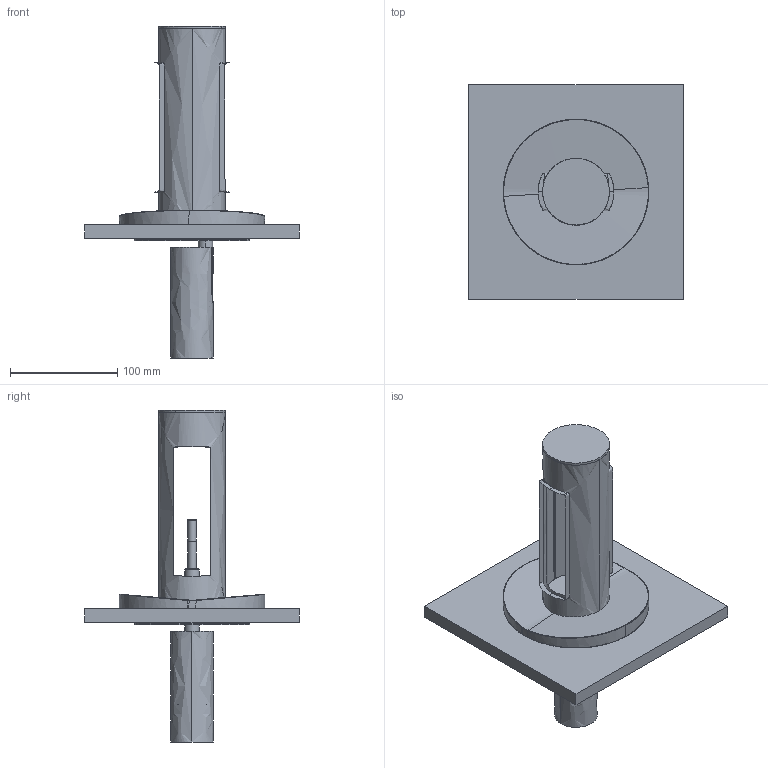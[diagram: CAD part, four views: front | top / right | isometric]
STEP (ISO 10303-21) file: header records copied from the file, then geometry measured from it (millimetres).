
FILE_DESCRIPTION(/* description */ (''),/* implementation_level */ '2;1');
FILE_NAME(/* name */ 'STRUT. INCASSO TELESC. VECTOR 40 TRIM',/* time_stamp */ '2018-02-16T17:13:25+01:00',/* author */ (''),/* organization */ (''),/* preprocessor_version */ 'ST-DEVELOPER v15',/* originating_system */ '',/* authorisation */ '');
FILE_SCHEMA (('CONFIG_CONTROL_DESIGN'));
Length unit declared in the file: millimetre
Products named in the file (1): Document
Bounding box: 200 x 200 x 309.4 mm (x, y, z)
Volume: 456023.2 mm3; surface area: 243072.3 mm2
Topology: 4 solids, 173 shells, 538 faces, 1690 edges, 1289 vertices
Faces by surface type: bspline 456, plane 82
Entity records: 36867 total; most frequent: CARTESIAN_POINT 28379, ORIENTED_EDGE 2417, EDGE_CURVE 1659, VERTEX_POINT 1281, B_SPLINE_CURVE_WITH_KNOTS 711, EDGE_LOOP 566, ADVANCED_FACE 538, FACE_OUTER_BOUND 538
